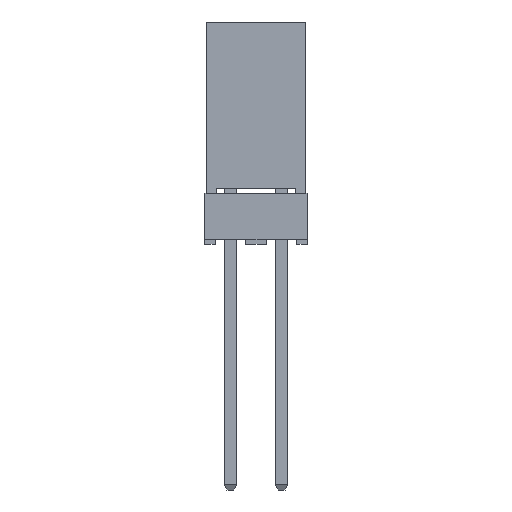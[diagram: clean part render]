
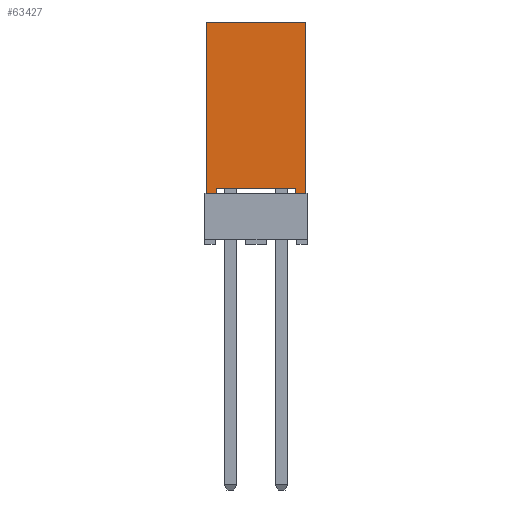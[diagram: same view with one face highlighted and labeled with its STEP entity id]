
A CAD part, left-side view. The second image highlights one B-rep face of the part: STEP entity #63427.
In plain terms, the highlighted planar face has unit normal (-1, 0, 0).
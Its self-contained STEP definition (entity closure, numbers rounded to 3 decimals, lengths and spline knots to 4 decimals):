
#9416=ORIENTED_EDGE('',*,*,#18740,.T.);
#9417=ORIENTED_EDGE('',*,*,#16851,.T.);
#9418=ORIENTED_EDGE('',*,*,#18741,.F.);
#9419=ORIENTED_EDGE('',*,*,#18629,.F.);
#9420=ORIENTED_EDGE('',*,*,#18742,.T.);
#9421=ORIENTED_EDGE('',*,*,#16848,.T.);
#9422=ORIENTED_EDGE('',*,*,#18743,.T.);
#9423=ORIENTED_EDGE('',*,*,#18625,.T.);
#16848=EDGE_CURVE('',#22400,#22401,#27748,.T.);
#16851=EDGE_CURVE('',#22402,#22403,#27751,.T.);
#18625=EDGE_CURVE('',#23759,#23758,#29525,.T.);
#18629=EDGE_CURVE('',#23761,#23762,#29529,.T.);
#18740=EDGE_CURVE('',#23758,#22402,#29640,.T.);
#18741=EDGE_CURVE('',#23762,#22403,#29641,.T.);
#18742=EDGE_CURVE('',#23761,#22400,#29642,.T.);
#18743=EDGE_CURVE('',#22401,#23759,#29643,.T.);
#22400=VERTEX_POINT('',#85338);
#22401=VERTEX_POINT('',#85340);
#22402=VERTEX_POINT('',#85344);
#22403=VERTEX_POINT('',#85346);
#23758=VERTEX_POINT('',#88792);
#23759=VERTEX_POINT('',#88794);
#23761=VERTEX_POINT('',#88800);
#23762=VERTEX_POINT('',#88802);
#27748=LINE('',#85341,#34144);
#27751=LINE('',#85347,#34147);
#29525=LINE('',#88793,#35921);
#29529=LINE('',#88801,#35925);
#29640=LINE('',#89020,#36036);
#29641=LINE('',#89021,#36037);
#29642=LINE('',#89022,#36038);
#29643=LINE('',#89023,#36039);
#34144=VECTOR('',#72551,1000.);
#34147=VECTOR('',#72556,1000.);
#35921=VECTOR('',#74964,1000.);
#35925=VECTOR('',#74970,1000.);
#36036=VECTOR('',#75293,1000.);
#36037=VECTOR('',#75294,1000.);
#36038=VECTOR('',#75295,1000.);
#36039=VECTOR('',#75296,1000.);
#39067=EDGE_LOOP('',(#9416,#9417,#9418,#9419,#9420,#9421,#9422,#9423));
#41787=FACE_BOUND('',#39067,.T.);
#44197=PLANE('',#65842);
#63427=ADVANCED_FACE('',(#41787),#44197,.F.);
#65842=AXIS2_PLACEMENT_3D('',#89019,#75291,#75292);
#72551=DIRECTION('',(0.,-1.,0.));
#72556=DIRECTION('',(0.,-1.,0.));
#74964=DIRECTION('',(0.,-1.,0.));
#74970=DIRECTION('',(0.,-1.,0.));
#75291=DIRECTION('',(1.,0.,0.));
#75292=DIRECTION('',(0.,1.,0.));
#75293=DIRECTION('',(0.,0.,-1.));
#75294=DIRECTION('',(0.,0.,-1.));
#75295=DIRECTION('',(0.,0.,-1.));
#75296=DIRECTION('',(0.,0.,1.));
#85338=CARTESIAN_POINT('',(-33.274,2.6176,0.9525));
#85340=CARTESIAN_POINT('',(-33.274,2.1096,0.9525));
#85341=CARTESIAN_POINT('',(-33.274,2.6176,0.9525));
#85344=CARTESIAN_POINT('',(-33.274,-1.8274,0.9525));
#85346=CARTESIAN_POINT('',(-33.274,-2.3354,0.9525));
#85347=CARTESIAN_POINT('',(-33.274,2.6176,0.9525));
#88792=CARTESIAN_POINT('',(-33.274,-1.8274,1.2065));
#88793=CARTESIAN_POINT('',(-33.274,2.1096,1.2065));
#88794=CARTESIAN_POINT('',(-33.274,2.1096,1.2065));
#88800=CARTESIAN_POINT('',(-33.274,2.6176,9.4615));
#88801=CARTESIAN_POINT('',(-33.274,2.6176,9.4615));
#88802=CARTESIAN_POINT('',(-33.274,-2.3354,9.4615));
#89019=CARTESIAN_POINT('',(-33.274,2.6176,9.4615));
#89020=CARTESIAN_POINT('',(-33.274,-1.8274,1.2065));
#89021=CARTESIAN_POINT('',(-33.274,-2.3354,9.4615));
#89022=CARTESIAN_POINT('',(-33.274,2.6176,9.4615));
#89023=CARTESIAN_POINT('',(-33.274,2.1096,0.9525));
